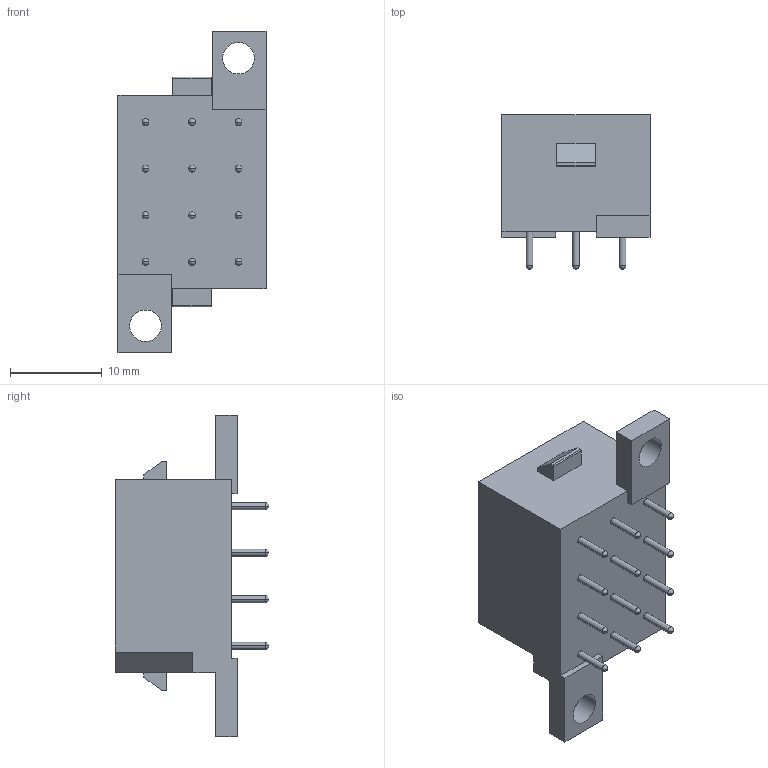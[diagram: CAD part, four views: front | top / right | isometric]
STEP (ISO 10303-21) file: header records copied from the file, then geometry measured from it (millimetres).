
FILE_DESCRIPTION((''),'2;1');
FILE_NAME('SMS12GE3-CATALOGUE_PRT','2010-08-09T',('amartin'),(''),'PRO/ENGINEER BY PARAMETRIC TECHNOLOGY CORPORATION, 2007390','PRO/ENGINEER BY PARAMETRIC TECHNOLOGY CORPORATION, 2007390','');
FILE_SCHEMA(('CONFIG_CONTROL_DESIGN'));
Length unit declared in the file: millimetre
Products named in the file (1): SMS12GE3-CATALOGUE_PRT
Bounding box: 16.15 x 16.8 x 35.09 mm (x, y, z)
Volume: 4496.4 mm3; surface area: 2019 mm2
Topology: 1 solids, 1 shells, 86 faces, 222 edges, 128 vertices
Faces by surface type: plane 32, cylinder 30, sphere 24
Entity records: 2496 total; most frequent: DIRECTION 454, CARTESIAN_POINT 412, ORIENTED_EDGE 396, EDGE_CURVE 198, AXIS2_PLACEMENT_3D 170, VERTEX_POINT 128, VECTOR 114, LINE 114
